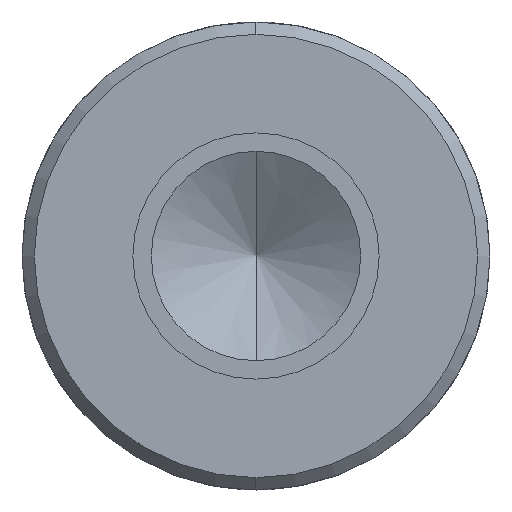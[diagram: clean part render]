
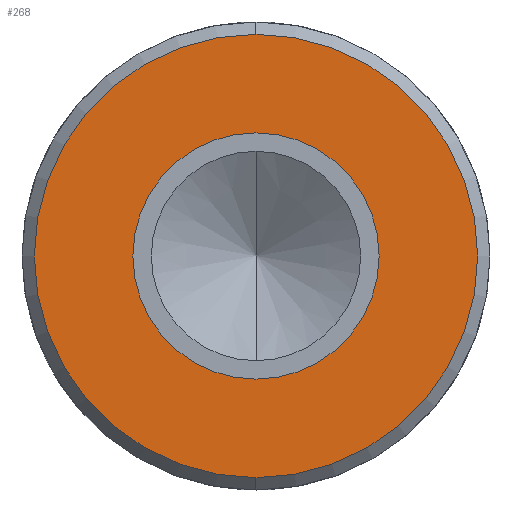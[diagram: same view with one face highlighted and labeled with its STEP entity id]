
A CAD part, left-side view. The second image highlights one B-rep face of the part: STEP entity #268.
In plain terms, the highlighted planar face has unit normal (-1, 0, 0).
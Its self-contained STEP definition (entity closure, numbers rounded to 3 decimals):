
#4 = VERTEX_POINT ( 'NONE', #347 ) ;
#10 = VERTEX_POINT ( 'NONE', #379 ) ;
#40 = EDGE_CURVE ( 'NONE', #46, #4, #539, .T. ) ;
#46 = VERTEX_POINT ( 'NONE', #545 ) ;
#47 = VERTEX_POINT ( 'NONE', #529 ) ;
#52 = EDGE_CURVE ( 'NONE', #47, #10, #537, .T. ) ;
#100 = EDGE_LOOP ( 'NONE', ( #269, #139 ) ) ;
#102 = EDGE_LOOP ( 'NONE', ( #232, #270 ) ) ;
#139 = ORIENTED_EDGE ( 'NONE', *, *, #52, .F. ) ;
#232 = ORIENTED_EDGE ( 'NONE', *, *, #297, .T. ) ;
#268 = ADVANCED_FACE ( 'NONE', ( #913, #881 ), #903, .F. ) ;
#269 = ORIENTED_EDGE ( 'NONE', *, *, #271, .F. ) ;
#270 = ORIENTED_EDGE ( 'NONE', *, *, #40, .T. ) ;
#271 = EDGE_CURVE ( 'NONE', #10, #47, #864, .T. ) ;
#297 = EDGE_CURVE ( 'NONE', #4, #46, #833, .T. ) ;
#347 = CARTESIAN_POINT ( 'NONE',  ( -60., 0., -9. ) ) ;
#379 = CARTESIAN_POINT ( 'NONE',  ( -60., 0., 5. ) ) ;
#523 = DIRECTION ( 'NONE',  ( 0., 0., 1. ) ) ;
#524 = DIRECTION ( 'NONE',  ( -1., 0., 0. ) ) ;
#525 = CARTESIAN_POINT ( 'NONE',  ( -60., 0., 0. ) ) ;
#526 = AXIS2_PLACEMENT_3D ( 'NONE', #525, #524, #523 ) ;
#529 = CARTESIAN_POINT ( 'NONE',  ( -60., 0., -5. ) ) ;
#534 = DIRECTION ( 'NONE',  ( 0., 0., -1. ) ) ;
#535 = DIRECTION ( 'NONE',  ( -1., 0., 0. ) ) ;
#537 = CIRCLE ( 'NONE', #526, 5. ) ;
#539 = CIRCLE ( 'NONE', #548, 9. ) ;
#545 = CARTESIAN_POINT ( 'NONE',  ( -60., 0., 9. ) ) ;
#548 = AXIS2_PLACEMENT_3D ( 'NONE', #559, #535, #534 ) ;
#559 = CARTESIAN_POINT ( 'NONE',  ( -60., 0., 0. ) ) ;
#824 = DIRECTION ( 'NONE',  ( 0., 0., -1. ) ) ;
#825 = DIRECTION ( 'NONE',  ( -1., 0., 0. ) ) ;
#830 = CARTESIAN_POINT ( 'NONE',  ( -60., 0., 0. ) ) ;
#833 = CIRCLE ( 'NONE', #839, 9. ) ;
#839 = AXIS2_PLACEMENT_3D ( 'NONE', #830, #825, #824 ) ;
#854 = DIRECTION ( 'NONE',  ( 0., 0., 1. ) ) ;
#855 = DIRECTION ( 'NONE',  ( -1., 0., 0. ) ) ;
#856 = CARTESIAN_POINT ( 'NONE',  ( -60., 0., 0. ) ) ;
#857 = AXIS2_PLACEMENT_3D ( 'NONE', #856, #855, #854 ) ;
#861 = DIRECTION ( 'NONE',  ( 0., 0., -1. ) ) ;
#862 = DIRECTION ( 'NONE',  ( 1., 0., 0. ) ) ;
#864 = CIRCLE ( 'NONE', #857, 5. ) ;
#870 = CARTESIAN_POINT ( 'NONE',  ( -60., 9.5, 0. ) ) ;
#881 = FACE_BOUND ( 'NONE', #100, .T. ) ;
#882 = AXIS2_PLACEMENT_3D ( 'NONE', #870, #862, #861 ) ;
#903 = PLANE ( 'NONE',  #882 ) ;
#913 = FACE_OUTER_BOUND ( 'NONE', #102, .T. ) ;
